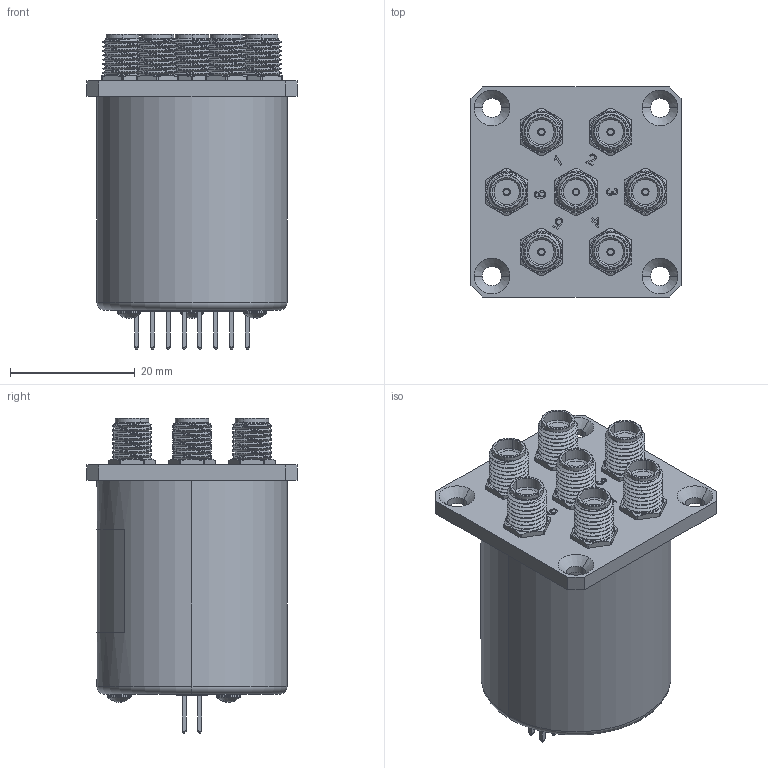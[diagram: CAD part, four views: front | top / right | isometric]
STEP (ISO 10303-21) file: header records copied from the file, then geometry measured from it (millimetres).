
FILE_DESCRIPTION (( 'STEP AP214' ), '1' );
FILE_NAME ('SEMS-4083-SP6T-SMA_3D.step', '2025-05-08T16:46:00', ( '' ), ( '' ), 'SwSTEP 2.0', 'SolidWorks 2022', '' );
FILE_SCHEMA (( 'AUTOMOTIVE_DESIGN' ));
Length unit declared in the file: inch
Products named in the file (1): SEMS-4083-SP6T-SMA_3D
Bounding box: 33.7 x 33.7 x 50.65 mm (x, y, z)
Volume: 29057.7 mm3; surface area: 8066.7 mm2
Topology: 1 solids, 1 shells, 762 faces, 1947 edges, 1262 vertices
Faces by surface type: plane 296, cylinder 234, cone 124, bspline 92, torus 16
Entity records: 38883 total; most frequent: CARTESIAN_POINT 21936, ORIENTED_EDGE 3894, DIRECTION 3023, EDGE_CURVE 1947, VERTEX_POINT 1262, AXIS2_PLACEMENT_3D 1100, EDGE_LOOP 845, VECTOR 823
